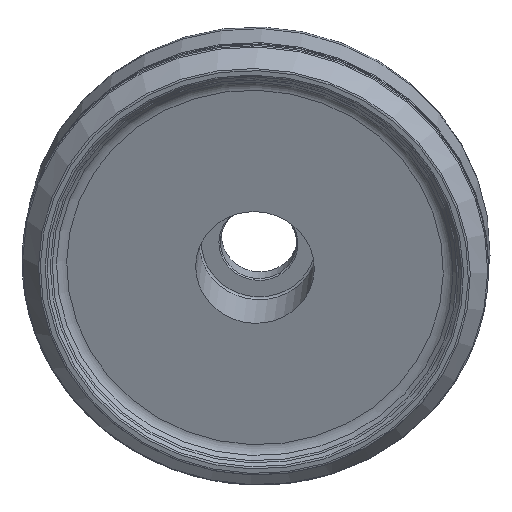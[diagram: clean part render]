
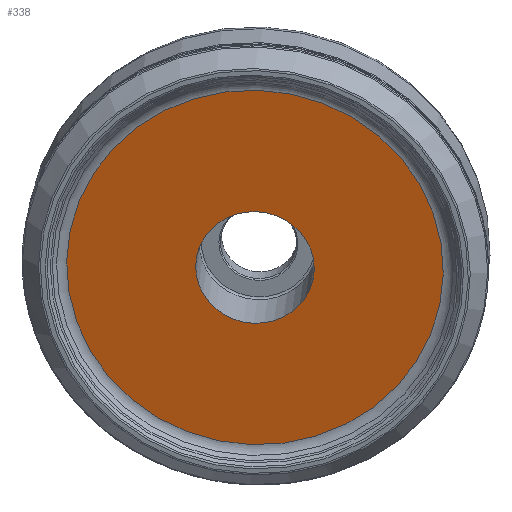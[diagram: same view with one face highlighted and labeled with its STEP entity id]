
A CAD part, top view. The second image highlights one B-rep face of the part: STEP entity #338.
In plain terms, the highlighted planar face has unit normal (-0.048, -0.342, 0.938).
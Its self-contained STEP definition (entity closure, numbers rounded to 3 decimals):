
#283=PLANE('',#1763);
#338=ADVANCED_FACE('',(#583,#584),#283,.T.);
#583=FACE_BOUND('',#676,.T.);
#584=FACE_BOUND('',#677,.T.);
#676=EDGE_LOOP('',(#830));
#677=EDGE_LOOP('',(#831));
#830=ORIENTED_EDGE('',*,*,#1273,.F.);
#831=ORIENTED_EDGE('',*,*,#1274,.T.);
#1152=VERTEX_POINT('',#2576);
#1153=VERTEX_POINT('',#2578);
#1273=EDGE_CURVE('',#1152,#1152,#1432,.T.);
#1274=EDGE_CURVE('',#1153,#1153,#1433,.T.);
#1432=CIRCLE('',#1761,21.);
#1433=CIRCLE('',#1762,66.679);
#1761=AXIS2_PLACEMENT_3D('',#2575,#2057,#2058);
#1762=AXIS2_PLACEMENT_3D('',#2577,#2059,#2060);
#1763=AXIS2_PLACEMENT_3D('',#2579,#2061,#2062);
#2057=DIRECTION('',(-0.048,-0.342,0.938));
#2058=DIRECTION('',(-0.323,0.894,0.31));
#2059=DIRECTION('',(-0.048,-0.342,0.938));
#2060=DIRECTION('',(-0.323,0.894,0.31));
#2061=DIRECTION('',(-0.048,-0.342,0.938));
#2062=DIRECTION('',(-0.323,0.894,0.31));
#2575=CARTESIAN_POINT('',(-2.817,-19.938,54.659));
#2576=CARTESIAN_POINT('',(-9.606,-1.159,61.159));
#2577=CARTESIAN_POINT('',(-2.817,-19.938,54.659));
#2578=CARTESIAN_POINT('',(-24.373,39.689,75.299));
#2579=CARTESIAN_POINT('',(-25.042,41.541,75.94));
